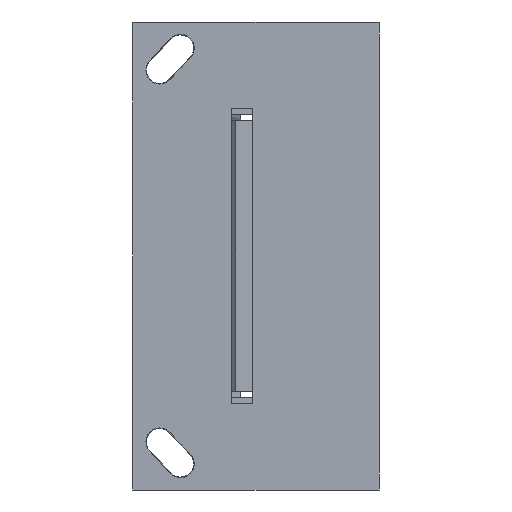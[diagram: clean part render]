
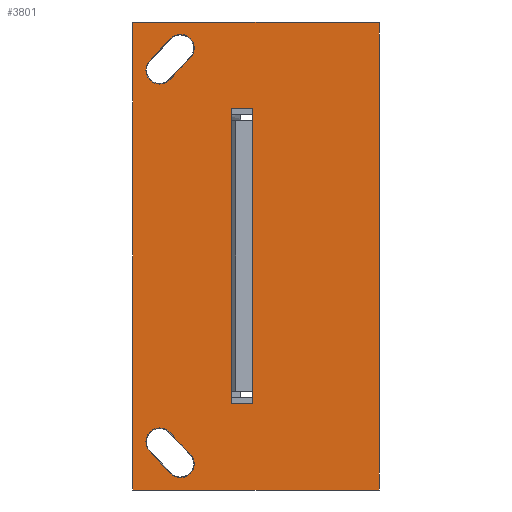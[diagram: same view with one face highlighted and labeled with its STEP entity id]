
A CAD part, left-side view. The second image highlights one B-rep face of the part: STEP entity #3801.
In plain terms, the highlighted planar face has unit normal (-1, 0, 0).
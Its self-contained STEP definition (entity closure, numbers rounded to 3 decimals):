
#51=DIRECTION('',(0.,-1.,0.));
#52=VECTOR('',#51,40.);
#53=CARTESIAN_POINT('',(0.,11.,-38.));
#54=LINE('',#53,#52);
#1038=DIRECTION('',(0.,0.,1.));
#1039=VECTOR('',#1038,76.);
#1040=CARTESIAN_POINT('',(0.,-29.,-38.));
#1041=LINE('',#1040,#1039);
#1055=DIRECTION('',(0.,0.,1.));
#1056=VECTOR('',#1055,76.);
#1057=CARTESIAN_POINT('',(0.,11.,-38.));
#1058=LINE('',#1057,#1056);
#1059=CARTESIAN_POINT('',(0.,-29.,0.));
#1060=DIRECTION('',(-1.,0.,0.));
#1061=DIRECTION('',(0.,0.763,-0.646));
#1062=AXIS2_PLACEMENT_3D('',#1059,#1060,#1061);
#1064=CARTESIAN_POINT('',(0.,3.279,
-33.736));
#1065=DIRECTION('',(-1.,0.,0.));
#1066=DIRECTION('',(0.,0.691,-0.723));
#1067=AXIS2_PLACEMENT_3D('',#1064,#1065,#1066);
#1069=CARTESIAN_POINT('',(0.,-29.,0.));
#1070=DIRECTION('',(1.,0.,0.));
#1071=DIRECTION('',(0.,0.691,-0.723));
#1072=AXIS2_PLACEMENT_3D('',#1069,#1070,#1071);
#1074=CARTESIAN_POINT('',(0.,6.628,
-30.177));
#1075=DIRECTION('',(-1.,0.,0.));
#1076=DIRECTION('',(0.,-0.763,0.646));
#1077=AXIS2_PLACEMENT_3D('',#1074,#1075,#1076);
#1079=CARTESIAN_POINT('',(0.,-29.,0.));
#1080=DIRECTION('',(-1.,0.,0.));
#1081=DIRECTION('',(0.,0.691,0.723));
#1082=AXIS2_PLACEMENT_3D('',#1079,#1080,#1081);
#1084=CARTESIAN_POINT('',(0.,6.628,
30.177));
#1085=DIRECTION('',(-1.,0.,0.));
#1086=DIRECTION('',(0.,0.763,0.646));
#1087=AXIS2_PLACEMENT_3D('',#1084,#1085,#1086);
#1089=CARTESIAN_POINT('',(0.,-29.,0.));
#1090=DIRECTION('',(1.,0.,0.));
#1091=DIRECTION('',(0.,0.763,0.646));
#1092=AXIS2_PLACEMENT_3D('',#1089,#1090,#1091);
#1094=CARTESIAN_POINT('',(0.,3.279,
33.736));
#1095=DIRECTION('',(-1.,0.,0.));
#1096=DIRECTION('',(0.,-0.691,-0.723));
#1097=AXIS2_PLACEMENT_3D('',#1094,#1095,#1096);
#1099=DIRECTION('',(0.,-1.,0.));
#1100=VECTOR('',#1099,3.5);
#1101=CARTESIAN_POINT('',(0.,-5.,-24.));
#1102=LINE('',#1101,#1100);
#1103=DIRECTION('',(0.,1.,0.));
#1104=VECTOR('',#1103,3.5);
#1105=CARTESIAN_POINT('',(0.,-8.5,24.));
#1106=LINE('',#1105,#1104);
#1314=DIRECTION('',(0.,1.,0.));
#1315=VECTOR('',#1314,40.);
#1316=CARTESIAN_POINT('',(0.,-29.,38.));
#1317=LINE('',#1316,#1315);
#1483=DIRECTION('',(0.,0.,1.));
#1484=VECTOR('',#1483,48.);
#1485=CARTESIAN_POINT('',(0.,-5.,-24.));
#1486=LINE('',#1485,#1484);
#1495=DIRECTION('',(0.,0.,-1.));
#1496=VECTOR('',#1495,48.);
#1497=CARTESIAN_POINT('',(0.,-8.5,24.));
#1498=LINE('',#1497,#1496);
#2113=CARTESIAN_POINT('',(0.,-29.,-38.));
#2114=CARTESIAN_POINT('',(0.,-29.,38.));
#2115=VERTEX_POINT('',#2113);
#2116=VERTEX_POINT('',#2114);
#2197=CARTESIAN_POINT('',(0.,11.,-38.));
#2198=CARTESIAN_POINT('',(0.,11.,38.));
#2199=VERTEX_POINT('',#2197);
#2200=VERTEX_POINT('',#2198);
#2383=CARTESIAN_POINT('',(0.,8.345,-31.631));
#2384=CARTESIAN_POINT('',(0.,4.834,-35.361));
#2385=VERTEX_POINT('',#2383);
#2386=VERTEX_POINT('',#2384);
#2387=CARTESIAN_POINT('',(0.,1.723,
-32.11));
#2388=VERTEX_POINT('',#2387);
#2389=CARTESIAN_POINT('',(0.,4.911,-28.723));
#2390=VERTEX_POINT('',#2389);
#2391=CARTESIAN_POINT('',(0.,4.834,35.361));
#2392=CARTESIAN_POINT('',(0.,8.345,31.631));
#2393=VERTEX_POINT('',#2391);
#2394=VERTEX_POINT('',#2392);
#2395=CARTESIAN_POINT('',(0.,4.911,
28.723));
#2396=VERTEX_POINT('',#2395);
#2397=CARTESIAN_POINT('',(0.,1.723,32.11));
#2398=VERTEX_POINT('',#2397);
#2407=CARTESIAN_POINT('',(0.,-5.,-24.));
#2408=CARTESIAN_POINT('',(0.,-8.5,-24.));
#2409=VERTEX_POINT('',#2407);
#2410=VERTEX_POINT('',#2408);
#2411=CARTESIAN_POINT('',(0.,-8.5,24.));
#2412=CARTESIAN_POINT('',(0.,-5.,24.));
#2413=VERTEX_POINT('',#2411);
#2414=VERTEX_POINT('',#2412);
#3758=CARTESIAN_POINT('',(0.,0.,-38.));
#3759=DIRECTION('',(-1.,0.,0.));
#3760=DIRECTION('',(0.,-1.,0.));
#3761=AXIS2_PLACEMENT_3D('',#3758,#3759,#3760);
#3762=PLANE('',#3761);
#3763=ORIENTED_EDGE('',*,*,#2692,.F.);
#3765=ORIENTED_EDGE('',*,*,#3764,.T.);
#3767=ORIENTED_EDGE('',*,*,#3766,.F.);
#3768=ORIENTED_EDGE('',*,*,#3732,.F.);
#3769=EDGE_LOOP('',(#3763,#3765,#3767,#3768));
#3770=FACE_OUTER_BOUND('',#3769,.F.);
#3772=ORIENTED_EDGE('',*,*,#3771,.T.);
#3774=ORIENTED_EDGE('',*,*,#3773,.T.);
#3776=ORIENTED_EDGE('',*,*,#3775,.T.);
#3778=ORIENTED_EDGE('',*,*,#3777,.T.);
#3779=EDGE_LOOP('',(#3772,#3774,#3776,#3778));
#3780=FACE_BOUND('',#3779,.F.);
#3782=ORIENTED_EDGE('',*,*,#3781,.T.);
#3784=ORIENTED_EDGE('',*,*,#3783,.T.);
#3786=ORIENTED_EDGE('',*,*,#3785,.T.);
#3788=ORIENTED_EDGE('',*,*,#3787,.T.);
#3789=EDGE_LOOP('',(#3782,#3784,#3786,#3788));
#3790=FACE_BOUND('',#3789,.F.);
#3792=ORIENTED_EDGE('',*,*,#3791,.T.);
#3794=ORIENTED_EDGE('',*,*,#3793,.F.);
#3796=ORIENTED_EDGE('',*,*,#3795,.T.);
#3798=ORIENTED_EDGE('',*,*,#3797,.F.);
#3799=EDGE_LOOP('',(#3792,#3794,#3796,#3798));
#3800=FACE_BOUND('',#3799,.F.);
#3801=ADVANCED_FACE('',(#3770,#3780,#3790,#3800),#3762,.T.);
#1063=CIRCLE('',#1062,48.94);
#1068=CIRCLE('',#1067,2.25);
#1073=CIRCLE('',#1072,44.44);
#1078=CIRCLE('',#1077,2.25);
#1083=CIRCLE('',#1082,48.94);
#1088=CIRCLE('',#1087,2.25);
#1093=CIRCLE('',#1092,44.44);
#1098=CIRCLE('',#1097,2.25);
#2692=EDGE_CURVE('',#2199,#2115,#54,.T.);
#3732=EDGE_CURVE('',#2115,#2116,#1041,.T.);
#3764=EDGE_CURVE('',#2199,#2200,#1058,.T.);
#3766=EDGE_CURVE('',#2116,#2200,#1317,.T.);
#3771=EDGE_CURVE('',#2385,#2386,#1063,.T.);
#3773=EDGE_CURVE('',#2386,#2388,#1068,.T.);
#3775=EDGE_CURVE('',#2388,#2390,#1073,.T.);
#3777=EDGE_CURVE('',#2390,#2385,#1078,.T.);
#3781=EDGE_CURVE('',#2393,#2394,#1083,.T.);
#3783=EDGE_CURVE('',#2394,#2396,#1088,.T.);
#3785=EDGE_CURVE('',#2396,#2398,#1093,.T.);
#3787=EDGE_CURVE('',#2398,#2393,#1098,.T.);
#3791=EDGE_CURVE('',#2409,#2410,#1102,.T.);
#3793=EDGE_CURVE('',#2413,#2410,#1498,.T.);
#3795=EDGE_CURVE('',#2413,#2414,#1106,.T.);
#3797=EDGE_CURVE('',#2409,#2414,#1486,.T.);
